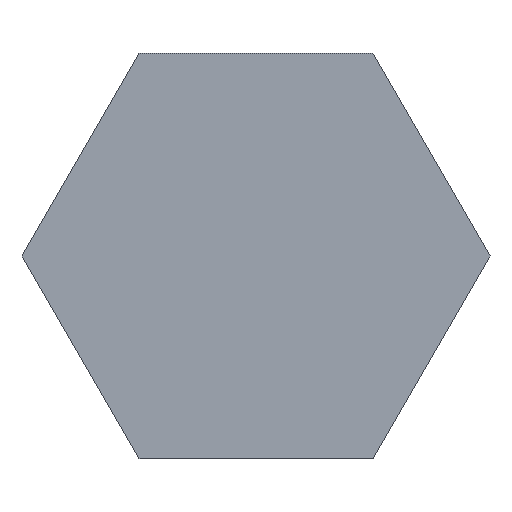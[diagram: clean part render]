
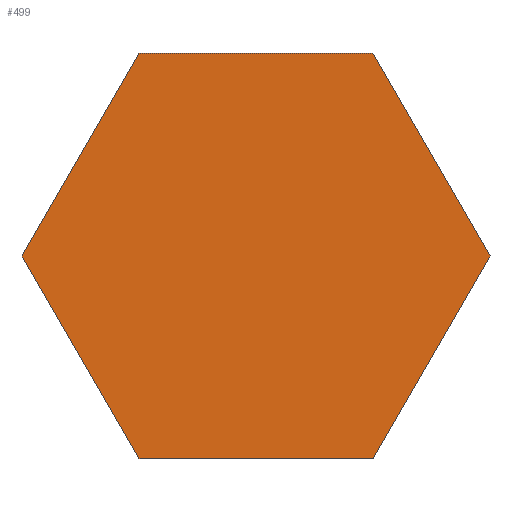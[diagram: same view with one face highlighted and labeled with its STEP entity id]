
A CAD part, front view. The second image highlights one B-rep face of the part: STEP entity #499.
In plain terms, the highlighted planar face has unit normal (0, -1, 0).
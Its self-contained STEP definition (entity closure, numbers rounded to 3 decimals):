
#86 = DIRECTION ( 'NONE',  ( -0.866, 0., -0.5 ) ) ;
#100 = LINE ( 'NONE', #1611, #721 ) ;
#126 = DIRECTION ( 'NONE',  ( 0., 0., -1. ) ) ;
#140 = LINE ( 'NONE', #205, #766 ) ;
#205 = CARTESIAN_POINT ( 'NONE',  ( 334.682, 80.202, 0.373 ) ) ;
#277 = VERTEX_POINT ( 'NONE', #1892 ) ;
#303 = DIRECTION ( 'NONE',  ( 0., -1., 0. ) ) ;
#499 = ADVANCED_FACE ( 'NONE', ( #2436 ), #2389, .T. ) ;
#560 = VECTOR ( 'NONE', #849, 1000. ) ;
#648 = CARTESIAN_POINT ( 'NONE',  ( 334.682, 80.202, -2.167 ) ) ;
#670 = VECTOR ( 'NONE', #3032, 1000. ) ;
#721 = VECTOR ( 'NONE', #1339, 1000. ) ;
#766 = VECTOR ( 'NONE', #126, 1000. ) ;
#849 = DIRECTION ( 'NONE',  ( 0.866, 0., 0.5 ) ) ;
#1087 = CARTESIAN_POINT ( 'NONE',  ( 339.081, 80.202, -2.167 ) ) ;
#1092 = VECTOR ( 'NONE', #86, 1000. ) ;
#1160 = VECTOR ( 'NONE', #1587, 1000. ) ;
#1243 = LINE ( 'NONE', #2626, #1160 ) ;
#1334 = ORIENTED_EDGE ( 'NONE', *, *, #1469, .T. ) ;
#1339 = DIRECTION ( 'NONE',  ( -0.866, 0., 0.5 ) ) ;
#1368 = CARTESIAN_POINT ( 'NONE',  ( 336.881, 80.202, -3.437 ) ) ;
#1369 = LINE ( 'NONE', #648, #670 ) ;
#1381 = ORIENTED_EDGE ( 'NONE', *, *, #1708, .T. ) ;
#1383 = CARTESIAN_POINT ( 'NONE',  ( 336.881, 80.202, 1.643 ) ) ;
#1469 = EDGE_CURVE ( 'NONE', #277, #2433, #100, .T. ) ;
#1502 = EDGE_LOOP ( 'NONE', ( #2574, #1381, #1334, #2330, #2887, #3162 ) ) ;
#1511 = VERTEX_POINT ( 'NONE', #2659 ) ;
#1518 = AXIS2_PLACEMENT_3D ( 'NONE', #1087, #303, #2911 ) ;
#1562 = CARTESIAN_POINT ( 'NONE',  ( 339.081, 80.202, -2.167 ) ) ;
#1587 = DIRECTION ( 'NONE',  ( 0., 0., 1. ) ) ;
#1611 = CARTESIAN_POINT ( 'NONE',  ( 339.081, 80.202, 0.373 ) ) ;
#1708 = EDGE_CURVE ( 'NONE', #2249, #277, #1243, .T. ) ;
#1787 = CARTESIAN_POINT ( 'NONE',  ( 336.881, 80.202, 1.643 ) ) ;
#1821 = VERTEX_POINT ( 'NONE', #2811 ) ;
#1886 = EDGE_CURVE ( 'NONE', #1821, #2920, #140, .T. ) ;
#1892 = CARTESIAN_POINT ( 'NONE',  ( 339.081, 80.202, 0.373 ) ) ;
#1947 = EDGE_CURVE ( 'NONE', #2920, #1511, #1369, .T. ) ;
#2249 = VERTEX_POINT ( 'NONE', #1562 ) ;
#2330 = ORIENTED_EDGE ( 'NONE', *, *, #2654, .T. ) ;
#2374 = CARTESIAN_POINT ( 'NONE',  ( 334.682, 80.202, -2.167 ) ) ;
#2389 = PLANE ( 'NONE',  #1518 ) ;
#2433 = VERTEX_POINT ( 'NONE', #1787 ) ;
#2436 = FACE_OUTER_BOUND ( 'NONE', #1502, .T. ) ;
#2531 = EDGE_CURVE ( 'NONE', #1511, #2249, #2543, .T. ) ;
#2543 = LINE ( 'NONE', #1368, #560 ) ;
#2574 = ORIENTED_EDGE ( 'NONE', *, *, #2531, .T. ) ;
#2626 = CARTESIAN_POINT ( 'NONE',  ( 339.081, 80.202, -2.167 ) ) ;
#2654 = EDGE_CURVE ( 'NONE', #2433, #1821, #3095, .T. ) ;
#2659 = CARTESIAN_POINT ( 'NONE',  ( 336.881, 80.202, -3.437 ) ) ;
#2811 = CARTESIAN_POINT ( 'NONE',  ( 334.682, 80.202, 0.373 ) ) ;
#2887 = ORIENTED_EDGE ( 'NONE', *, *, #1886, .T. ) ;
#2911 = DIRECTION ( 'NONE',  ( 0., 0., -1. ) ) ;
#2920 = VERTEX_POINT ( 'NONE', #2374 ) ;
#3032 = DIRECTION ( 'NONE',  ( 0.866, 0., -0.5 ) ) ;
#3095 = LINE ( 'NONE', #1383, #1092 ) ;
#3162 = ORIENTED_EDGE ( 'NONE', *, *, #1947, .T. ) ;
